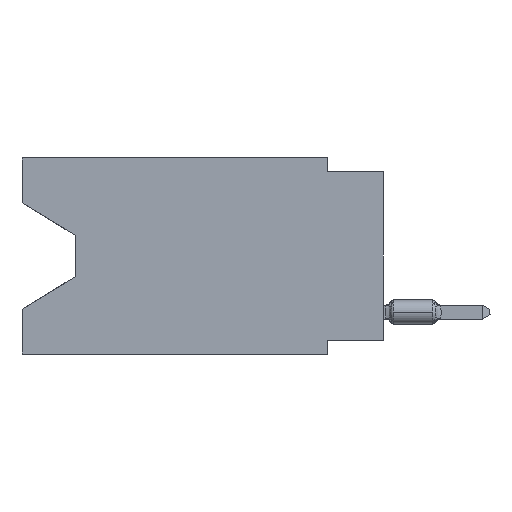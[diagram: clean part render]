
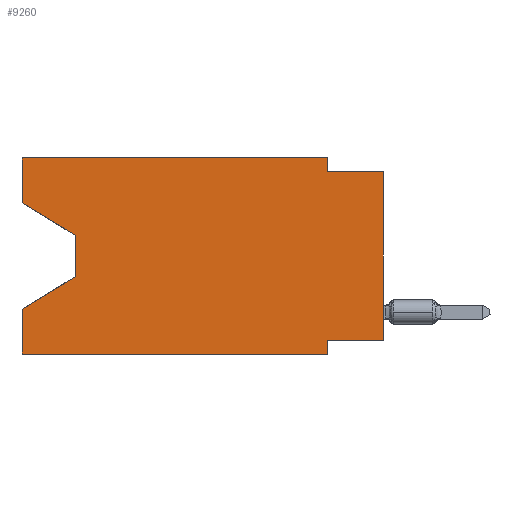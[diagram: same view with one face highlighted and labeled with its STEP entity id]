
A CAD part, left-side view. The second image highlights one B-rep face of the part: STEP entity #9260.
In plain terms, the highlighted planar face has unit normal (-1, 0, 0).
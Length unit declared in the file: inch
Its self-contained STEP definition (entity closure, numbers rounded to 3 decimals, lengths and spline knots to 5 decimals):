
#328 = LINE ( 'NONE', #17527, #2824 ) ;
#676 = CARTESIAN_POINT ( 'NONE',  ( 0., 0.645, -0.08025 ) ) ;
#1201 = VECTOR ( 'NONE', #22340, 39.37008 ) ;
#2076 = EDGE_CURVE ( 'NONE', #38519, #5211, #4467, .T. ) ;
#2139 = CARTESIAN_POINT ( 'NONE',  ( 0., 0.645, -0.35 ) ) ;
#2764 = CARTESIAN_POINT ( 'NONE',  ( 0., 0., -0.025 ) ) ;
#2824 = VECTOR ( 'NONE', #24974, 39.37008 ) ;
#3130 = AXIS2_PLACEMENT_3D ( 'NONE', #13673, #14578, #42706 ) ;
#3610 = DIRECTION ( 'NONE',  ( 0., 0., -1. ) ) ;
#4467 = LINE ( 'NONE', #8188, #1201 ) ;
#5174 = EDGE_CURVE ( 'NONE', #38519, #31447, #23521, .T. ) ;
#5211 = VERTEX_POINT ( 'NONE', #5849 ) ;
#5623 = EDGE_CURVE ( 'NONE', #16594, #13756, #19962, .T. ) ;
#5849 = CARTESIAN_POINT ( 'NONE',  ( 0., 0.645, -0.26975 ) ) ;
#6905 = ORIENTED_EDGE ( 'NONE', *, *, #15199, .T. ) ;
#7462 = EDGE_CURVE ( 'NONE', #17487, #31447, #43273, .T. ) ;
#8151 = DIRECTION ( 'NONE',  ( 0., 0.855, -0.519 ) ) ;
#8188 = CARTESIAN_POINT ( 'NONE',  ( 0., 0.645, 0. ) ) ;
#8924 = ORIENTED_EDGE ( 'NONE', *, *, #5623, .F. ) ;
#9260 = ADVANCED_FACE ( 'NONE', ( #24815 ), #27824, .F. ) ;
#9473 = VECTOR ( 'NONE', #45993, 39.37008 ) ;
#9510 = DIRECTION ( 'NONE',  ( 0., -1., 0. ) ) ;
#10161 = CARTESIAN_POINT ( 'NONE',  ( 0., 0., -0.325 ) ) ;
#10403 = ORIENTED_EDGE ( 'NONE', *, *, #2076, .F. ) ;
#10529 = VECTOR ( 'NONE', #33953, 39.37008 ) ;
#10934 = EDGE_CURVE ( 'NONE', #19234, #27140, #38710, .T. ) ;
#13490 = CARTESIAN_POINT ( 'NONE',  ( 0., 0.1, -0.35 ) ) ;
#13673 = CARTESIAN_POINT ( 'NONE',  ( 0., 0.645, 0. ) ) ;
#13756 = VERTEX_POINT ( 'NONE', #38352 ) ;
#14578 = DIRECTION ( 'NONE',  ( 1., 0., 0. ) ) ;
#14863 = DIRECTION ( 'NONE',  ( 0., -0.855, -0.519 ) ) ;
#15199 = EDGE_CURVE ( 'NONE', #16594, #40409, #42529, .T. ) ;
#15354 = EDGE_LOOP ( 'NONE', ( #6905, #27233, #20795, #10403, #34219, #41708, #25271, #33321, #39571, #43272, #22189, #8924 ) ) ;
#16594 = VERTEX_POINT ( 'NONE', #28878 ) ;
#17183 = VECTOR ( 'NONE', #9510, 39.37008 ) ;
#17487 = VERTEX_POINT ( 'NONE', #33811 ) ;
#17527 = CARTESIAN_POINT ( 'NONE',  ( 0., 0.645, 0. ) ) ;
#19234 = VERTEX_POINT ( 'NONE', #22410 ) ;
#19391 = CARTESIAN_POINT ( 'NONE',  ( 0., 0.55, -0.212 ) ) ;
#19962 = LINE ( 'NONE', #44858, #9473 ) ;
#20795 = ORIENTED_EDGE ( 'NONE', *, *, #21290, .T. ) ;
#21290 = EDGE_CURVE ( 'NONE', #29662, #5211, #43255, .T. ) ;
#21330 = CARTESIAN_POINT ( 'NONE',  ( 0., 0.1, -0.025 ) ) ;
#21959 = VECTOR ( 'NONE', #3610, 39.37008 ) ;
#22083 = VECTOR ( 'NONE', #38516, 39.37008 ) ;
#22189 = ORIENTED_EDGE ( 'NONE', *, *, #29045, .F. ) ;
#22340 = DIRECTION ( 'NONE',  ( 0., 0., 1. ) ) ;
#22410 = CARTESIAN_POINT ( 'NONE',  ( 0., 0.1, 0. ) ) ;
#22909 = LINE ( 'NONE', #26851, #40608 ) ;
#23521 = LINE ( 'NONE', #2139, #43682 ) ;
#24514 = VERTEX_POINT ( 'NONE', #28347 ) ;
#24815 = FACE_OUTER_BOUND ( 'NONE', #15354, .T. ) ;
#24974 = DIRECTION ( 'NONE',  ( 0., -1., 0. ) ) ;
#25271 = ORIENTED_EDGE ( 'NONE', *, *, #28555, .F. ) ;
#25810 = CARTESIAN_POINT ( 'NONE',  ( 0., 0.55, -0.212 ) ) ;
#26851 = CARTESIAN_POINT ( 'NONE',  ( 0., 0., 0. ) ) ;
#26879 = VECTOR ( 'NONE', #29004, 39.37008 ) ;
#27140 = VERTEX_POINT ( 'NONE', #21330 ) ;
#27233 = ORIENTED_EDGE ( 'NONE', *, *, #38170, .T. ) ;
#27824 = PLANE ( 'NONE',  #3130 ) ;
#28347 = CARTESIAN_POINT ( 'NONE',  ( 0., 0., -0.025 ) ) ;
#28555 = EDGE_CURVE ( 'NONE', #35565, #17487, #45275, .T. ) ;
#28878 = CARTESIAN_POINT ( 'NONE',  ( 0., 0.645, -0.08025 ) ) ;
#29004 = DIRECTION ( 'NONE',  ( 0., 0., -1. ) ) ;
#29045 = EDGE_CURVE ( 'NONE', #13756, #19234, #328, .T. ) ;
#29662 = VERTEX_POINT ( 'NONE', #19391 ) ;
#30434 = LINE ( 'NONE', #2764, #17183 ) ;
#30490 = DIRECTION ( 'NONE',  ( 0., -1., 0. ) ) ;
#30738 = VECTOR ( 'NONE', #8151, 39.37008 ) ;
#31447 = VERTEX_POINT ( 'NONE', #33997 ) ;
#32608 = EDGE_CURVE ( 'NONE', #35565, #24514, #22909, .T. ) ;
#32616 = CARTESIAN_POINT ( 'NONE',  ( 0., 0.645, -0.35 ) ) ;
#32736 = CARTESIAN_POINT ( 'NONE',  ( 0., 0.55, -0.138 ) ) ;
#33321 = ORIENTED_EDGE ( 'NONE', *, *, #32608, .T. ) ;
#33811 = CARTESIAN_POINT ( 'NONE',  ( 0., 0.1, -0.325 ) ) ;
#33953 = DIRECTION ( 'NONE',  ( 0., 0., -1. ) ) ;
#33997 = CARTESIAN_POINT ( 'NONE',  ( 0., 0.1, -0.35 ) ) ;
#34219 = ORIENTED_EDGE ( 'NONE', *, *, #5174, .T. ) ;
#35509 = CARTESIAN_POINT ( 'NONE',  ( 0., 0., -0.325 ) ) ;
#35565 = VERTEX_POINT ( 'NONE', #35509 ) ;
#37140 = LINE ( 'NONE', #40636, #26879 ) ;
#37912 = EDGE_CURVE ( 'NONE', #27140, #24514, #30434, .T. ) ;
#38170 = EDGE_CURVE ( 'NONE', #40409, #29662, #37140, .T. ) ;
#38352 = CARTESIAN_POINT ( 'NONE',  ( 0., 0.645, 0. ) ) ;
#38482 = CARTESIAN_POINT ( 'NONE',  ( 0., 0.1, 0. ) ) ;
#38516 = DIRECTION ( 'NONE',  ( 0., 1., 0. ) ) ;
#38519 = VERTEX_POINT ( 'NONE', #32616 ) ;
#38710 = LINE ( 'NONE', #38482, #21959 ) ;
#38926 = VECTOR ( 'NONE', #14863, 39.37008 ) ;
#39571 = ORIENTED_EDGE ( 'NONE', *, *, #37912, .F. ) ;
#40409 = VERTEX_POINT ( 'NONE', #32736 ) ;
#40602 = DIRECTION ( 'NONE',  ( 0., 0., 1. ) ) ;
#40608 = VECTOR ( 'NONE', #40602, 39.37008 ) ;
#40636 = CARTESIAN_POINT ( 'NONE',  ( 0., 0.55, -0.138 ) ) ;
#41708 = ORIENTED_EDGE ( 'NONE', *, *, #7462, .F. ) ;
#42529 = LINE ( 'NONE', #676, #38926 ) ;
#42706 = DIRECTION ( 'NONE',  ( 0., 0., -1. ) ) ;
#43255 = LINE ( 'NONE', #25810, #30738 ) ;
#43272 = ORIENTED_EDGE ( 'NONE', *, *, #10934, .F. ) ;
#43273 = LINE ( 'NONE', #13490, #10529 ) ;
#43682 = VECTOR ( 'NONE', #30490, 39.37008 ) ;
#44858 = CARTESIAN_POINT ( 'NONE',  ( 0., 0.645, 0. ) ) ;
#45275 = LINE ( 'NONE', #10161, #22083 ) ;
#45993 = DIRECTION ( 'NONE',  ( 0., 0., 1. ) ) ;
